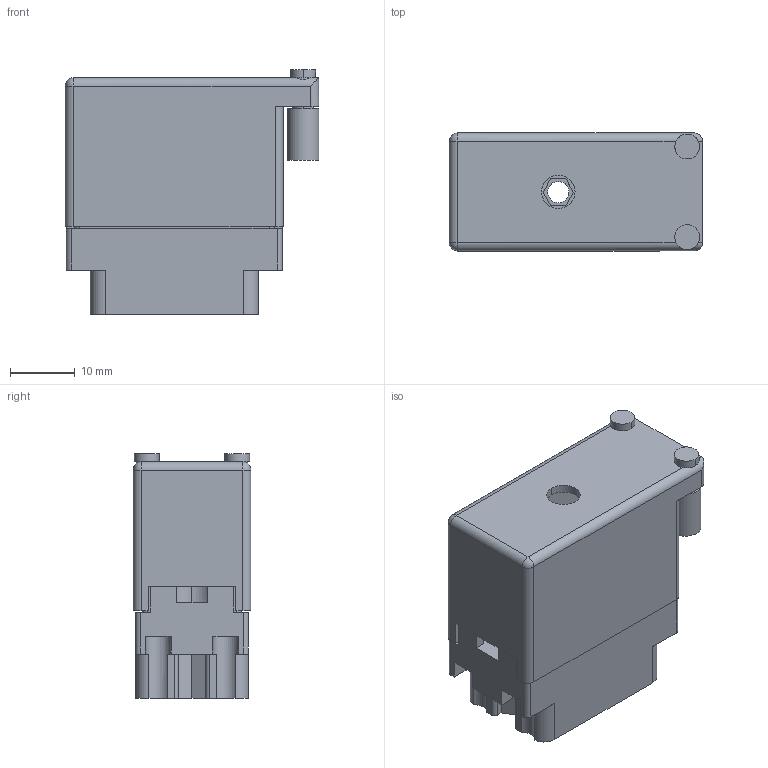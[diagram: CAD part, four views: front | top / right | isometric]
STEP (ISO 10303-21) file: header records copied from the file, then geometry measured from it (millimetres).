
FILE_DESCRIPTION (( 'STEP AP203' ), '1' );
FILE_NAME ('516-020-000-150.STEP', '2020-03-09T12:16:24', ( '' ), ( '' ), 'SwSTEP 2.0', 'SolidWorks 2016', '' );
FILE_SCHEMA (( 'CONFIG_CONTROL_DESIGN' ));
Length unit declared in the file: inch
Products named in the file (3): 516-230-001_Metal - 020 Side Entry; 516-020-000-150; 516 Plug Insulator_020
Assembly tree (2 placements, depth 2):
  516-020-000-150
    516 Plug Insulator_020
    516-230-001_Metal - 020 Side Entry
Bounding box: 39.12 x 18.16 x 37.77 mm (x, y, z)
Volume: 8239.7 mm3; surface area: 12804.8 mm2
Topology: 2 solids, 2 shells, 677 faces, 1974 edges, 1308 vertices
Faces by surface type: plane 468, cylinder 205, cone 2, sphere 2
Entity records: 22827 total; most frequent: CARTESIAN_POINT 4001, ORIENTED_EDGE 3944, DIRECTION 3834, EDGE_CURVE 1972, VECTOR 1464, LINE 1464, VERTEX_POINT 1308, AXIS2_PLACEMENT_3D 1185
